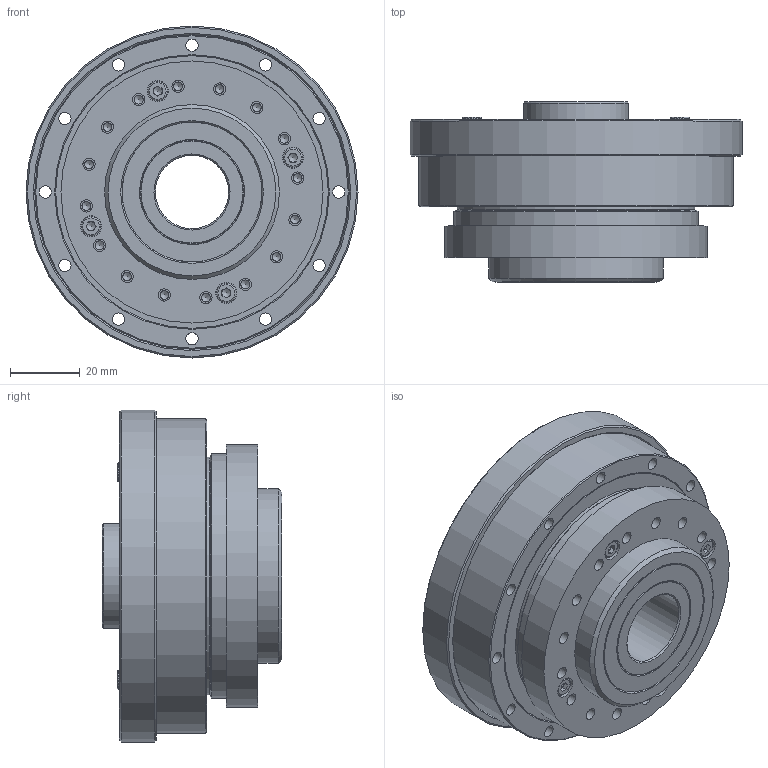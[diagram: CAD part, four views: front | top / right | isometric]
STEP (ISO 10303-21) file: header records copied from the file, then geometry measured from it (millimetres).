
FILE_DESCRIPTION(/* description */ ('STEP AP242','CAx-IF Rec.Pracs.---Representation and Presentation of Product Manufacturing Information (PMI)---4.0---2014-10-13','CAx-IF Rec.Pracs.---3D Tessellated Geometry---0.4---2014-09-14','2;1'),/* implementation_level */ '2;1');
FILE_NAME(/* name */ '6887731e772a33547949bbdb',/* time_stamp */ '2025-07-28T12:54:55Z',/* author */ (''),/* organization */ (''),/* preprocessor_version */ 'ST-DEVELOPER v20',/* originating_system */ 'ONSHAPE BY PTC INC, 1.201',/* authorisation */ ' ');
FILE_SCHEMA (('AP242_MANAGED_MODEL_BASED_3D_ENGINEERING_MIM_LF { 1 0 10303 442 1 1 4 }'));
Length unit declared in the file: metre
Products named in the file (21): HS-20-II; hexagon socket head cap screws gb_GB_FASTENER_SCREWS_HSHCS M3X8-S; ???40X30X5; O??????-??75X??18; O??????-??55X??0.8SLDPRT; ????2; ???????-STXB-20050-01; ????1; ???-STXB-20-050; 20???????; ??????-STXB-20050-01; ???????-STRU-20-90-175X??90-V0 <1>; ??????????-20-90-????-V0; ???????-????-??5; ??????????-20-90-V0; ???????-???-STRU-20-90-??175; ???????-???-STRU-20-90; 20???; hexagon socket head cap screws gb_GB_FASTENER_SCREWS_HSHCS M2.5X8-C; ???????-???-STRU-20-90-??175-V0
Assembly tree (98 placements, depth 3):
  HS-20-II
    hexagon socket head cap screws gb_GB_FASTENER_SCREWS_HSHCS M3X8-S  x8
    ???40X30X5  x2
    O??????-??75X??18  x2
    O??????-??55X??0.8SLDPRT
    ????2
    ???????-STXB-20050-01
    ????1
    ???-STXB-20-050
    20???????
    ??????-STXB-20050-01
    ???????-STRU-20-90-175X??90-V0 <1>
      ??????????-20-90-????-V0  x18
      ???????-????-??5  x36
      ??????????-20-90-V0  x18
      ???????-???-STRU-20-90-??175
      ???????-???-STRU-20-90
      20???
      ???????-???-STRU-20-90
      hexagon socket head cap screws gb_GB_FASTENER_SCREWS_HSHCS M2.5X8-C
      ???????-???-STRU-20-90-??175-V0
Bounding box: 95 x 51.5 x 95 mm (x, y, z)
Volume: 172602.8 mm3; surface area: 131943.1 mm2
Topology: 97 solids, 97 shells, 1717 faces, 3620 edges, 2161 vertices
Faces by surface type: plane 591, cone 581, cylinder 514, torus 27, bspline 4
Full cylindrical faces by diameter (mm): 2.05 x1, 2.5 x31, 2.9 x1, 3 x192, 3.4 x12, 3.5 x72, 3.541 x8, 4.5 x1, 5 x37, 5.5 x8, 6 x12, 21 x1, 29.4 x1, 29.6 x1, 30 x5, 32 x2, 33.7 x1, 35.4 x2, 35.56 x1, 36 x1, 38.366 x2, 40 x4, 41 x1, 42 x1, 42.017 x2, 44.5 x1, 46.399 x2, 47 x1, 49.068 x2, 49.508 x1
Entity records: 14001 total; most frequent: DIRECTION 2532, CARTESIAN_POINT 2286, ORIENTED_EDGE 1420, AXIS2_PLACEMENT_3D 1210, FACE_BOUND 1177, EDGE_LOOP 1141, EDGE_CURVE 710, VERTEX_POINT 683
